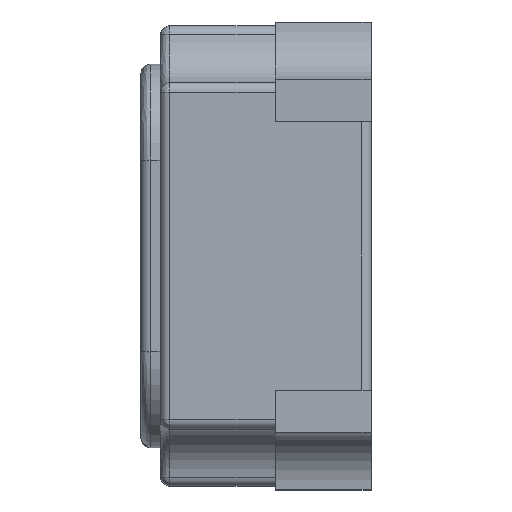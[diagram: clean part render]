
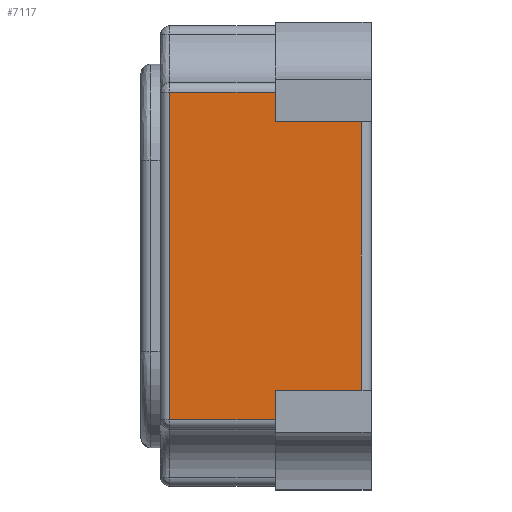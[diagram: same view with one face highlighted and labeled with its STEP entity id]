
A CAD part, left-side view. The second image highlights one B-rep face of the part: STEP entity #7117.
In plain terms, the highlighted planar face has unit normal (-1, 0, 0).
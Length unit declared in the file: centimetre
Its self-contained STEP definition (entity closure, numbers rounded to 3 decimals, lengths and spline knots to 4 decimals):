
#774 = EDGE_CURVE ( 'NONE', #18708, #14659, #8696, .T. ) ;
#1358 = DIRECTION ( 'NONE',  ( 0., 0., -1. ) ) ;
#1721 = CARTESIAN_POINT ( 'NONE',  ( -0.1, 0., 0.025 ) ) ;
#1789 = VERTEX_POINT ( 'NONE', #2163 ) ;
#1901 = EDGE_CURVE ( 'NONE', #1789, #18708, #5979, .T. ) ;
#1998 = DIRECTION ( 'NONE',  ( -1., 0., 0. ) ) ;
#2011 = ORIENTED_EDGE ( 'NONE', *, *, #14052, .T. ) ;
#2163 = CARTESIAN_POINT ( 'NONE',  ( -0.1, 0.035, 0.0025 ) ) ;
#2404 = DIRECTION ( 'NONE',  ( 0., -1., 0. ) ) ;
#2716 = VECTOR ( 'NONE', #12390, 100. ) ;
#3268 = ORIENTED_EDGE ( 'NONE', *, *, #16271, .T. ) ;
#3380 = VECTOR ( 'NONE', #3448, 100. ) ;
#3448 = DIRECTION ( 'NONE',  ( 0., 0., -1. ) ) ;
#3460 = PLANE ( 'NONE',  #4014 ) ;
#3661 = LINE ( 'NONE', #10622, #19439 ) ;
#4014 = AXIS2_PLACEMENT_3D ( 'NONE', #11114, #1998, #12676 ) ;
#4353 = VECTOR ( 'NONE', #2404, 100. ) ;
#4462 = CARTESIAN_POINT ( 'NONE',  ( -0.1, -0.035, 0.0025 ) ) ;
#4508 = CARTESIAN_POINT ( 'NONE',  ( -0.1, -0.0427, 0.025 ) ) ;
#4740 = VECTOR ( 'NONE', #9227, 100. ) ;
#5375 = EDGE_LOOP ( 'NONE', ( #15809, #7258, #2011, #7039, #11070, #17571, #10993, #3268 ) ) ;
#5611 = CARTESIAN_POINT ( 'NONE',  ( -0.1, 0.035, 0.025 ) ) ;
#5693 = DIRECTION ( 'NONE',  ( 0., 0., 1. ) ) ;
#5979 = LINE ( 'NONE', #15882, #14067 ) ;
#6852 = VECTOR ( 'NONE', #1358, 100. ) ;
#7039 = ORIENTED_EDGE ( 'NONE', *, *, #17256, .T. ) ;
#7117 = ADVANCED_FACE ( 'NONE', ( #10030 ), #3460, .T. ) ;
#7197 = CARTESIAN_POINT ( 'NONE',  ( -0.1, -0.035, 0. ) ) ;
#7258 = ORIENTED_EDGE ( 'NONE', *, *, #774, .T. ) ;
#7319 = CARTESIAN_POINT ( 'NONE',  ( -0.1, 0.0427, 0.0525 ) ) ;
#7640 = DIRECTION ( 'NONE',  ( 0., -1., 0. ) ) ;
#7933 = LINE ( 'NONE', #11034, #3380 ) ;
#8385 = LINE ( 'NONE', #19167, #4353 ) ;
#8696 = LINE ( 'NONE', #7197, #16319 ) ;
#8898 = CARTESIAN_POINT ( 'NONE',  ( -0.1, 0.0427, 0.025 ) ) ;
#9227 = DIRECTION ( 'NONE',  ( 0., 0., 1. ) ) ;
#9255 = LINE ( 'NONE', #15308, #4740 ) ;
#10030 = FACE_OUTER_BOUND ( 'NONE', #5375, .T. ) ;
#10622 = CARTESIAN_POINT ( 'NONE',  ( -0.1, 0., 0.025 ) ) ;
#10993 = ORIENTED_EDGE ( 'NONE', *, *, #13726, .T. ) ;
#11034 = CARTESIAN_POINT ( 'NONE',  ( -0.1, 0.0427, 0. ) ) ;
#11070 = ORIENTED_EDGE ( 'NONE', *, *, #14457, .F. ) ;
#11114 = CARTESIAN_POINT ( 'NONE',  ( -0.1, 0., 0. ) ) ;
#12390 = DIRECTION ( 'NONE',  ( 0., -1., 0. ) ) ;
#12676 = DIRECTION ( 'NONE',  ( 0., 0., 1. ) ) ;
#13609 = VERTEX_POINT ( 'NONE', #7319 ) ;
#13703 = CARTESIAN_POINT ( 'NONE',  ( -0.1, -0.035, 0.025 ) ) ;
#13726 = EDGE_CURVE ( 'NONE', #19294, #16910, #14421, .T. ) ;
#13747 = VERTEX_POINT ( 'NONE', #15763 ) ;
#14052 = EDGE_CURVE ( 'NONE', #14659, #17176, #3661, .T. ) ;
#14067 = VECTOR ( 'NONE', #18986, 100. ) ;
#14421 = LINE ( 'NONE', #1721, #2716 ) ;
#14457 = EDGE_CURVE ( 'NONE', #13609, #13747, #8385, .T. ) ;
#14659 = VERTEX_POINT ( 'NONE', #13703 ) ;
#14960 = LINE ( 'NONE', #19622, #6852 ) ;
#15308 = CARTESIAN_POINT ( 'NONE',  ( -0.1, -0.0427, 0. ) ) ;
#15763 = CARTESIAN_POINT ( 'NONE',  ( -0.1, -0.0427, 0.0525 ) ) ;
#15809 = ORIENTED_EDGE ( 'NONE', *, *, #1901, .T. ) ;
#15882 = CARTESIAN_POINT ( 'NONE',  ( -0.1, 0., 0.0025 ) ) ;
#16271 = EDGE_CURVE ( 'NONE', #16910, #1789, #14960, .T. ) ;
#16319 = VECTOR ( 'NONE', #5693, 100. ) ;
#16910 = VERTEX_POINT ( 'NONE', #5611 ) ;
#17176 = VERTEX_POINT ( 'NONE', #4508 ) ;
#17256 = EDGE_CURVE ( 'NONE', #17176, #13747, #9255, .T. ) ;
#17571 = ORIENTED_EDGE ( 'NONE', *, *, #18933, .T. ) ;
#18708 = VERTEX_POINT ( 'NONE', #4462 ) ;
#18933 = EDGE_CURVE ( 'NONE', #13609, #19294, #7933, .T. ) ;
#18986 = DIRECTION ( 'NONE',  ( 0., -1., 0. ) ) ;
#19167 = CARTESIAN_POINT ( 'NONE',  ( -0.1, 0., 0.0525 ) ) ;
#19294 = VERTEX_POINT ( 'NONE', #8898 ) ;
#19439 = VECTOR ( 'NONE', #7640, 100. ) ;
#19622 = CARTESIAN_POINT ( 'NONE',  ( -0.1, 0.035, 0. ) ) ;
